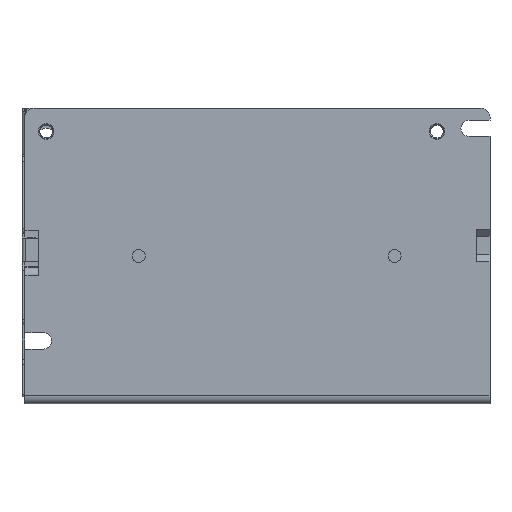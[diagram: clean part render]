
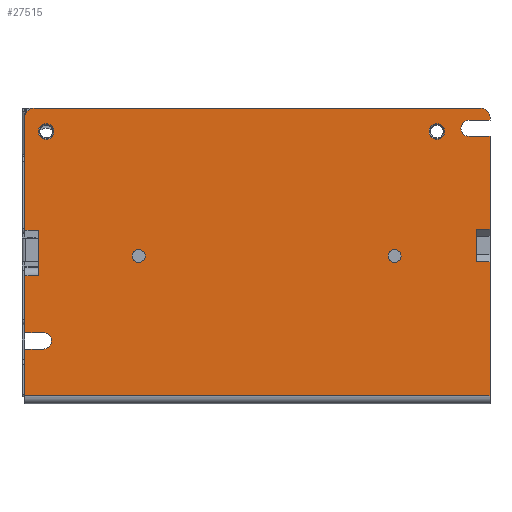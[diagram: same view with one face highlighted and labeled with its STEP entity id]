
A CAD part, front view. The second image highlights one B-rep face of the part: STEP entity #27515.
In plain terms, the highlighted planar face has unit normal (0, -1, 0).
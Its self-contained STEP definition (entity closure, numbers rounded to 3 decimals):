
#5347=DIRECTION('',(0.,0.,-1.));
#5348=VECTOR('',#5347,24.25);
#5349=CARTESIAN_POINT('',(0.,0.,0.25));
#5350=LINE('',#5349,#5348);
#7131=DIRECTION('',(-1.,0.,0.));
#7132=VECTOR('',#7131,96.);
#7133=CARTESIAN_POINT('',(98.,0.,2.25));
#7134=LINE('',#7133,#7132);
#8069=CARTESIAN_POINT('',(4.6,0.,-2.75));
#8070=DIRECTION('',(0.,-1.,0.));
#8071=DIRECTION('',(0.,0.,1.));
#8072=AXIS2_PLACEMENT_3D('',#8069,#8070,#8071);
#8074=CARTESIAN_POINT('',(4.6,0.,-2.75));
#8075=DIRECTION('',(0.,-1.,0.));
#8076=DIRECTION('',(0.,0.,-1.));
#8077=AXIS2_PLACEMENT_3D('',#8074,#8075,#8076);
#8079=CARTESIAN_POINT('',(88.6,0.,-2.75));
#8080=DIRECTION('',(0.,-1.,0.));
#8081=DIRECTION('',(0.,0.,1.));
#8082=AXIS2_PLACEMENT_3D('',#8079,#8080,#8081);
#8084=CARTESIAN_POINT('',(88.6,0.,-2.75));
#8085=DIRECTION('',(0.,-1.,0.));
#8086=DIRECTION('',(0.,0.,-1.));
#8087=AXIS2_PLACEMENT_3D('',#8084,#8085,#8086);
#8089=DIRECTION('',(0.,0.,-1.));
#8090=VECTOR('',#8089,28.8);
#8091=CARTESIAN_POINT('',(100.,0.,-30.75));
#8092=LINE('',#8091,#8090);
#8093=DIRECTION('',(-1.,0.,0.));
#8094=VECTOR('',#8093,100.);
#8095=CARTESIAN_POINT('',(100.,0.,-59.55));
#8096=LINE('',#8095,#8094);
#8097=CARTESIAN_POINT('',(4.,0.,-47.75));
#8098=DIRECTION('',(0.,-1.,0.));
#8099=DIRECTION('',(0.,0.,-1.));
#8100=AXIS2_PLACEMENT_3D('',#8097,#8098,#8099);
#8102=CARTESIAN_POINT('',(2.,0.,0.25));
#8103=DIRECTION('',(0.,1.,0.));
#8104=DIRECTION('',(-1.,0.,0.));
#8105=AXIS2_PLACEMENT_3D('',#8102,#8103,#8104);
#8107=CARTESIAN_POINT('',(98.,0.,0.25));
#8108=DIRECTION('',(0.,1.,0.));
#8109=DIRECTION('',(0.,0.,1.));
#8110=AXIS2_PLACEMENT_3D('',#8107,#8108,#8109);
#8112=CARTESIAN_POINT('',(95.5,0.,-2.05));
#8113=DIRECTION('',(0.,-1.,0.));
#8114=DIRECTION('',(0.,0.,1.));
#8115=AXIS2_PLACEMENT_3D('',#8112,#8113,#8114);
#8117=CARTESIAN_POINT('',(24.5,0.,-29.5));
#8118=DIRECTION('',(0.,-1.,0.));
#8119=DIRECTION('',(1.,0.,0.));
#8120=AXIS2_PLACEMENT_3D('',#8117,#8118,#8119);
#8122=CARTESIAN_POINT('',(24.5,0.,-29.5));
#8123=DIRECTION('',(0.,-1.,0.));
#8124=DIRECTION('',(-1.,0.,0.));
#8125=AXIS2_PLACEMENT_3D('',#8122,#8123,#8124);
#8127=CARTESIAN_POINT('',(79.5,0.,-29.5));
#8128=DIRECTION('',(0.,-1.,0.));
#8129=DIRECTION('',(1.,0.,0.));
#8130=AXIS2_PLACEMENT_3D('',#8127,#8128,#8129);
#8132=CARTESIAN_POINT('',(79.5,0.,-29.5));
#8133=DIRECTION('',(0.,-1.,0.));
#8134=DIRECTION('',(-1.,0.,0.));
#8135=AXIS2_PLACEMENT_3D('',#8132,#8133,#8134);
#8273=DIRECTION('',(-1.,0.,0.));
#8274=VECTOR('',#8273,3.);
#8275=CARTESIAN_POINT('',(100.,0.,-30.75));
#8276=LINE('',#8275,#8274);
#8289=DIRECTION('',(0.,0.,1.));
#8290=VECTOR('',#8289,7.);
#8291=CARTESIAN_POINT('',(97.,0.,-30.75));
#8292=LINE('',#8291,#8290);
#8305=DIRECTION('',(1.,0.,0.));
#8306=VECTOR('',#8305,3.);
#8307=CARTESIAN_POINT('',(97.,0.,-23.75));
#8308=LINE('',#8307,#8306);
#8317=DIRECTION('',(0.,0.,1.));
#8318=VECTOR('',#8317,19.95);
#8319=CARTESIAN_POINT('',(100.,0.,-23.75));
#8320=LINE('',#8319,#8318);
#8337=DIRECTION('',(-1.,0.,0.));
#8338=VECTOR('',#8337,4.5);
#8339=CARTESIAN_POINT('',(100.,0.,-3.8));
#8340=LINE('',#8339,#8338);
#8353=DIRECTION('',(1.,0.,0.));
#8354=VECTOR('',#8353,4.5);
#8355=CARTESIAN_POINT('',(95.5,0.,-0.3));
#8356=LINE('',#8355,#8354);
#8361=DIRECTION('',(0.,0.,1.));
#8362=VECTOR('',#8361,0.55);
#8363=CARTESIAN_POINT('',(100.,0.,-0.3));
#8364=LINE('',#8363,#8362);
#8547=DIRECTION('',(0.,0.,-1.));
#8548=VECTOR('',#8547,10.05);
#8549=CARTESIAN_POINT('',(0.,0.,-49.5));
#8550=LINE('',#8549,#8548);
#8648=DIRECTION('',(0.,0.,-1.));
#8649=VECTOR('',#8648,12.3);
#8650=CARTESIAN_POINT('',(0.,0.,-33.7));
#8651=LINE('',#8650,#8649);
#8950=DIRECTION('',(-1.,0.,0.));
#8951=VECTOR('',#8950,3.);
#8952=CARTESIAN_POINT('',(3.,0.,-33.7));
#8953=LINE('',#8952,#8951);
#9105=DIRECTION('',(0.,0.,-1.));
#9106=VECTOR('',#9105,1.7);
#9107=CARTESIAN_POINT('',(3.,0.,-32.));
#9108=LINE('',#9107,#9106);
#9117=DIRECTION('',(0.,0.,-1.));
#9118=VECTOR('',#9117,8.);
#9119=CARTESIAN_POINT('',(3.,0.,-24.));
#9120=LINE('',#9119,#9118);
#9133=DIRECTION('',(1.,0.,0.));
#9134=VECTOR('',#9133,3.);
#9135=CARTESIAN_POINT('',(0.,0.,-24.));
#9136=LINE('',#9135,#9134);
#9153=DIRECTION('',(1.,0.,0.));
#9154=VECTOR('',#9153,4.);
#9155=CARTESIAN_POINT('',(0.,0.,-46.));
#9156=LINE('',#9155,#9154);
#9169=DIRECTION('',(-1.,0.,0.));
#9170=VECTOR('',#9169,4.);
#9171=CARTESIAN_POINT('',(4.,0.,-49.5));
#9172=LINE('',#9171,#9170);
#13024=CARTESIAN_POINT('',(0.,0.,-59.55));
#13025=VERTEX_POINT('',#13024);
#13026=CARTESIAN_POINT('',(100.,0.,-59.55));
#13027=VERTEX_POINT('',#13026);
#13307=CARTESIAN_POINT('',(100.,0.,-30.75));
#13309=VERTEX_POINT('',#13307);
#13310=CARTESIAN_POINT('',(25.875,0.,-29.5));
#13311=CARTESIAN_POINT('',(23.125,0.,-29.5));
#13312=VERTEX_POINT('',#13310);
#13313=VERTEX_POINT('',#13311);
#13314=CARTESIAN_POINT('',(80.875,0.,-29.5));
#13315=CARTESIAN_POINT('',(78.125,0.,-29.5));
#13316=VERTEX_POINT('',#13314);
#13317=VERTEX_POINT('',#13315);
#13318=CARTESIAN_POINT('',(97.,0.,-30.75));
#13319=VERTEX_POINT('',#13318);
#13320=CARTESIAN_POINT('',(0.,0.,-49.5));
#13321=VERTEX_POINT('',#13320);
#13322=CARTESIAN_POINT('',(4.,0.,-49.5));
#13323=VERTEX_POINT('',#13322);
#13324=CARTESIAN_POINT('',(4.,0.,-46.));
#13325=VERTEX_POINT('',#13324);
#13326=CARTESIAN_POINT('',(0.,0.,-46.));
#13327=VERTEX_POINT('',#13326);
#13328=CARTESIAN_POINT('',(0.,0.,-33.7));
#13329=VERTEX_POINT('',#13328);
#13330=CARTESIAN_POINT('',(3.,0.,-32.));
#13331=CARTESIAN_POINT('',(3.,0.,-33.7));
#13332=VERTEX_POINT('',#13330);
#13333=VERTEX_POINT('',#13331);
#13334=CARTESIAN_POINT('',(3.,0.,-24.));
#13335=VERTEX_POINT('',#13334);
#13336=CARTESIAN_POINT('',(0.,0.,-24.));
#13337=VERTEX_POINT('',#13336);
#13338=CARTESIAN_POINT('',(0.,0.,0.25));
#13339=VERTEX_POINT('',#13338);
#13340=CARTESIAN_POINT('',(2.,0.,2.25));
#13341=VERTEX_POINT('',#13340);
#13342=CARTESIAN_POINT('',(98.,0.,2.25));
#13343=VERTEX_POINT('',#13342);
#13344=CARTESIAN_POINT('',(100.,0.,0.25));
#13345=VERTEX_POINT('',#13344);
#13346=CARTESIAN_POINT('',(100.,0.,-0.3));
#13347=VERTEX_POINT('',#13346);
#13348=CARTESIAN_POINT('',(95.5,0.,-0.3));
#13349=VERTEX_POINT('',#13348);
#13350=CARTESIAN_POINT('',(95.5,0.,-3.8));
#13351=VERTEX_POINT('',#13350);
#13352=CARTESIAN_POINT('',(100.,0.,-3.8));
#13353=VERTEX_POINT('',#13352);
#13354=CARTESIAN_POINT('',(100.,0.,-23.75));
#13355=VERTEX_POINT('',#13354);
#13356=CARTESIAN_POINT('',(97.,0.,-23.75));
#13357=VERTEX_POINT('',#13356);
#13478=CARTESIAN_POINT('',(88.6,0.,-4.425));
#13479=VERTEX_POINT('',#13478);
#13480=CARTESIAN_POINT('',(88.6,0.,-1.075));
#13481=VERTEX_POINT('',#13480);
#13492=CARTESIAN_POINT('',(4.6,0.,-4.425));
#13493=VERTEX_POINT('',#13492);
#13494=CARTESIAN_POINT('',(4.6,0.,-1.075));
#13495=VERTEX_POINT('',#13494);
#27443=CARTESIAN_POINT('',(50.,0.,-28.65));
#27444=DIRECTION('',(0.,1.,0.));
#27445=DIRECTION('',(1.,0.,0.));
#27446=AXIS2_PLACEMENT_3D('',#27443,#27444,#27445);
#27447=PLANE('',#27446);
#27449=ORIENTED_EDGE('',*,*,#27448,.F.);
#27451=ORIENTED_EDGE('',*,*,#27450,.T.);
#27452=ORIENTED_EDGE('',*,*,#18011,.T.);
#27454=ORIENTED_EDGE('',*,*,#27453,.F.);
#27456=ORIENTED_EDGE('',*,*,#27455,.F.);
#27458=ORIENTED_EDGE('',*,*,#27457,.T.);
#27460=ORIENTED_EDGE('',*,*,#27459,.F.);
#27462=ORIENTED_EDGE('',*,*,#27461,.F.);
#27464=ORIENTED_EDGE('',*,*,#27463,.F.);
#27466=ORIENTED_EDGE('',*,*,#27465,.F.);
#27468=ORIENTED_EDGE('',*,*,#27467,.F.);
#27470=ORIENTED_EDGE('',*,*,#27469,.F.);
#27471=ORIENTED_EDGE('',*,*,#23658,.F.);
#27473=ORIENTED_EDGE('',*,*,#27472,.T.);
#27474=ORIENTED_EDGE('',*,*,#25605,.F.);
#27476=ORIENTED_EDGE('',*,*,#27475,.T.);
#27478=ORIENTED_EDGE('',*,*,#27477,.F.);
#27480=ORIENTED_EDGE('',*,*,#27479,.F.);
#27482=ORIENTED_EDGE('',*,*,#27481,.T.);
#27484=ORIENTED_EDGE('',*,*,#27483,.F.);
#27486=ORIENTED_EDGE('',*,*,#27485,.F.);
#27488=ORIENTED_EDGE('',*,*,#27487,.F.);
#27490=ORIENTED_EDGE('',*,*,#27489,.F.);
#27491=EDGE_LOOP('',(#27449,#27451,#27452,#27454,#27456,#27458,#27460,#27462,
#27464,#27466,#27468,#27470,#27471,#27473,#27474,#27476,#27478,#27480,#27482,
#27484,#27486,#27488,#27490));
#27492=FACE_OUTER_BOUND('',#27491,.F.);
#27494=ORIENTED_EDGE('',*,*,#27493,.T.);
#27496=ORIENTED_EDGE('',*,*,#27495,.T.);
#27497=EDGE_LOOP('',(#27494,#27496));
#27498=FACE_BOUND('',#27497,.F.);
#27500=ORIENTED_EDGE('',*,*,#27499,.T.);
#27502=ORIENTED_EDGE('',*,*,#27501,.T.);
#27503=EDGE_LOOP('',(#27500,#27502));
#27504=FACE_BOUND('',#27503,.F.);
#27506=ORIENTED_EDGE('',*,*,#27505,.T.);
#27508=ORIENTED_EDGE('',*,*,#27507,.T.);
#27509=EDGE_LOOP('',(#27506,#27508));
#27510=FACE_BOUND('',#27509,.F.);
#27511=ORIENTED_EDGE('',*,*,#27423,.T.);
#27512=ORIENTED_EDGE('',*,*,#27437,.T.);
#27513=EDGE_LOOP('',(#27511,#27512));
#27514=FACE_BOUND('',#27513,.F.);
#27515=ADVANCED_FACE('',(#27492,#27498,#27504,#27510,#27514),#27447,.F.);
#8073=CIRCLE('',#8072,1.675);
#8078=CIRCLE('',#8077,1.675);
#8083=CIRCLE('',#8082,1.675);
#8088=CIRCLE('',#8087,1.675);
#8101=CIRCLE('',#8100,1.75);
#8106=CIRCLE('',#8105,2.);
#8111=CIRCLE('',#8110,2.);
#8116=CIRCLE('',#8115,1.75);
#8121=CIRCLE('',#8120,1.375);
#8126=CIRCLE('',#8125,1.375);
#8131=CIRCLE('',#8130,1.375);
#8136=CIRCLE('',#8135,1.375);
#18011=EDGE_CURVE('',#13027,#13025,#8096,.T.);
#23658=EDGE_CURVE('',#13339,#13337,#5350,.T.);
#25605=EDGE_CURVE('',#13343,#13341,#7134,.T.);
#27423=EDGE_CURVE('',#13316,#13317,#8131,.T.);
#27437=EDGE_CURVE('',#13317,#13316,#8136,.T.);
#27448=EDGE_CURVE('',#13309,#13319,#8276,.T.);
#27450=EDGE_CURVE('',#13309,#13027,#8092,.T.);
#27453=EDGE_CURVE('',#13321,#13025,#8550,.T.);
#27455=EDGE_CURVE('',#13323,#13321,#9172,.T.);
#27457=EDGE_CURVE('',#13323,#13325,#8101,.T.);
#27459=EDGE_CURVE('',#13327,#13325,#9156,.T.);
#27461=EDGE_CURVE('',#13329,#13327,#8651,.T.);
#27463=EDGE_CURVE('',#13333,#13329,#8953,.T.);
#27465=EDGE_CURVE('',#13332,#13333,#9108,.T.);
#27467=EDGE_CURVE('',#13335,#13332,#9120,.T.);
#27469=EDGE_CURVE('',#13337,#13335,#9136,.T.);
#27472=EDGE_CURVE('',#13339,#13341,#8106,.T.);
#27475=EDGE_CURVE('',#13343,#13345,#8111,.T.);
#27477=EDGE_CURVE('',#13347,#13345,#8364,.T.);
#27479=EDGE_CURVE('',#13349,#13347,#8356,.T.);
#27481=EDGE_CURVE('',#13349,#13351,#8116,.T.);
#27483=EDGE_CURVE('',#13353,#13351,#8340,.T.);
#27485=EDGE_CURVE('',#13355,#13353,#8320,.T.);
#27487=EDGE_CURVE('',#13357,#13355,#8308,.T.);
#27489=EDGE_CURVE('',#13319,#13357,#8292,.T.);
#27493=EDGE_CURVE('',#13495,#13493,#8073,.T.);
#27495=EDGE_CURVE('',#13493,#13495,#8078,.T.);
#27499=EDGE_CURVE('',#13481,#13479,#8083,.T.);
#27501=EDGE_CURVE('',#13479,#13481,#8088,.T.);
#27505=EDGE_CURVE('',#13312,#13313,#8121,.T.);
#27507=EDGE_CURVE('',#13313,#13312,#8126,.T.);
